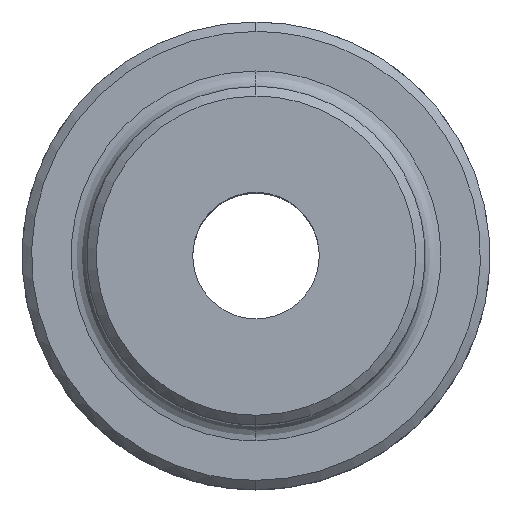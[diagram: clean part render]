
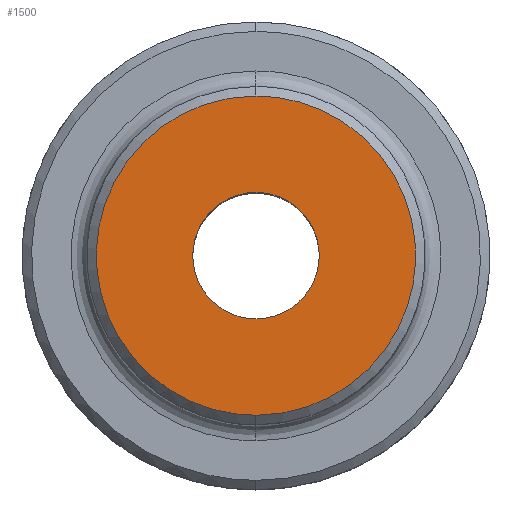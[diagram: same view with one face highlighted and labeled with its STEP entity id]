
A CAD part, top view. The second image highlights one B-rep face of the part: STEP entity #1500.
In plain terms, the highlighted free-form (B-spline) face has degree [1, 1] with [2, 2] control points.
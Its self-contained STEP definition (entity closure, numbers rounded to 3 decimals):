
#204 = EDGE_CURVE('',#205,#207,#209,.T.);
#205 = VERTEX_POINT('',#206);
#206 = CARTESIAN_POINT('',(-47.822,-65.686,
    234.325));
#207 = VERTEX_POINT('',#208);
#208 = CARTESIAN_POINT('',(-47.822,59.867,
    234.325));
#209 = ( BOUNDED_CURVE() B_SPLINE_CURVE(2,(#210,#211,#212,#213,#214),
.UNSPECIFIED.,.F.,.F.) B_SPLINE_CURVE_WITH_KNOTS((3,2,3),(0.,
1.571,3.142),.PIECEWISE_BEZIER_KNOTS.) CURVE() 
GEOMETRIC_REPRESENTATION_ITEM() RATIONAL_B_SPLINE_CURVE((1.,
0.707,1.,0.707,1.)) REPRESENTATION_ITEM('') );
#210 = CARTESIAN_POINT('',(-47.822,-65.686,
    234.325));
#211 = CARTESIAN_POINT('',(14.954,-65.686,
    234.325));
#212 = CARTESIAN_POINT('',(14.954,-2.91,
    234.325));
#213 = CARTESIAN_POINT('',(14.954,59.867,
    234.325));
#214 = CARTESIAN_POINT('',(-47.822,59.867,
    234.325));
#428 = VERTEX_POINT('',#429);
#429 = CARTESIAN_POINT('',(-47.822,-27.772,
    234.325));
#434 = EDGE_CURVE('',#435,#428,#437,.T.);
#435 = VERTEX_POINT('',#436);
#436 = CARTESIAN_POINT('',(-47.822,21.952,
    234.325));
#437 = ( BOUNDED_CURVE() B_SPLINE_CURVE(2,(#438,#439,#440,#441,#442),
.UNSPECIFIED.,.F.,.F.) B_SPLINE_CURVE_WITH_KNOTS((3,2,3),(3.142,
4.712,6.283),.PIECEWISE_BEZIER_KNOTS.) CURVE() 
GEOMETRIC_REPRESENTATION_ITEM() RATIONAL_B_SPLINE_CURVE((1.,
0.707,1.,0.707,1.)) REPRESENTATION_ITEM('') );
#438 = CARTESIAN_POINT('',(-47.822,21.952,
    234.325));
#439 = CARTESIAN_POINT('',(-72.684,21.952,
    234.325));
#440 = CARTESIAN_POINT('',(-72.684,-2.91,
    234.325));
#441 = CARTESIAN_POINT('',(-72.684,-27.772,
    234.325));
#442 = CARTESIAN_POINT('',(-47.822,-27.772,
    234.325));
#1335 = EDGE_CURVE('',#428,#435,#1336,.T.);
#1336 = ( BOUNDED_CURVE() B_SPLINE_CURVE(2,(#1337,#1338,#1339,#1340,
#1341),.UNSPECIFIED.,.F.,.F.) B_SPLINE_CURVE_WITH_KNOTS((3,2,3),(0.,
1.571,3.142),.PIECEWISE_BEZIER_KNOTS.) CURVE() 
GEOMETRIC_REPRESENTATION_ITEM() RATIONAL_B_SPLINE_CURVE((1.,
0.707,1.,0.707,1.)) REPRESENTATION_ITEM('') );
#1337 = CARTESIAN_POINT('',(-47.822,-27.772,
    234.325));
#1338 = CARTESIAN_POINT('',(-22.96,-27.772,
    234.325));
#1339 = CARTESIAN_POINT('',(-22.96,-2.91,
    234.325));
#1340 = CARTESIAN_POINT('',(-22.96,21.952,
    234.325));
#1341 = CARTESIAN_POINT('',(-47.822,21.952,
    234.325));
#1480 = EDGE_CURVE('',#207,#205,#1481,.T.);
#1481 = ( BOUNDED_CURVE() B_SPLINE_CURVE(2,(#1482,#1483,#1484,#1485,
#1486),.UNSPECIFIED.,.F.,.F.) B_SPLINE_CURVE_WITH_KNOTS((3,2,3),(
    3.142,4.712,6.283),
.PIECEWISE_BEZIER_KNOTS.) CURVE() GEOMETRIC_REPRESENTATION_ITEM() 
RATIONAL_B_SPLINE_CURVE((1.,0.707,1.,0.707,1.)) 
REPRESENTATION_ITEM('') );
#1482 = CARTESIAN_POINT('',(-47.822,59.867,
    234.325));
#1483 = CARTESIAN_POINT('',(-110.599,59.867,
    234.325));
#1484 = CARTESIAN_POINT('',(-110.599,-2.91,
    234.325));
#1485 = CARTESIAN_POINT('',(-110.599,-65.686,
    234.325));
#1486 = CARTESIAN_POINT('',(-47.822,-65.686,
    234.325));
#1500 = ADVANCED_FACE('',(#1501,#1505),#1509,.F.);
#1501 = FACE_BOUND('',#1502,.T.);
#1502 = EDGE_LOOP('',(#1503,#1504));
#1503 = ORIENTED_EDGE('',*,*,#1335,.F.);
#1504 = ORIENTED_EDGE('',*,*,#434,.F.);
#1505 = FACE_BOUND('',#1506,.T.);
#1506 = EDGE_LOOP('',(#1507,#1508));
#1507 = ORIENTED_EDGE('',*,*,#1480,.T.);
#1508 = ORIENTED_EDGE('',*,*,#204,.T.);
#1509 = B_SPLINE_SURFACE_WITH_KNOTS('',1,1,(
    (#1510,#1511)
    ,(#1512,#1513
    )),.UNSPECIFIED.,.F.,.F.,.F.,(2,2),(2,2),(-70.5,30.5),(-50.5,50.5),
  .PIECEWISE_BEZIER_KNOTS.);
#1510 = CARTESIAN_POINT('',(-110.599,-65.686,
    234.325));
#1511 = CARTESIAN_POINT('',(14.954,-65.686,
    234.325));
#1512 = CARTESIAN_POINT('',(-110.599,59.867,
    234.325));
#1513 = CARTESIAN_POINT('',(14.954,59.867,
    234.325));
